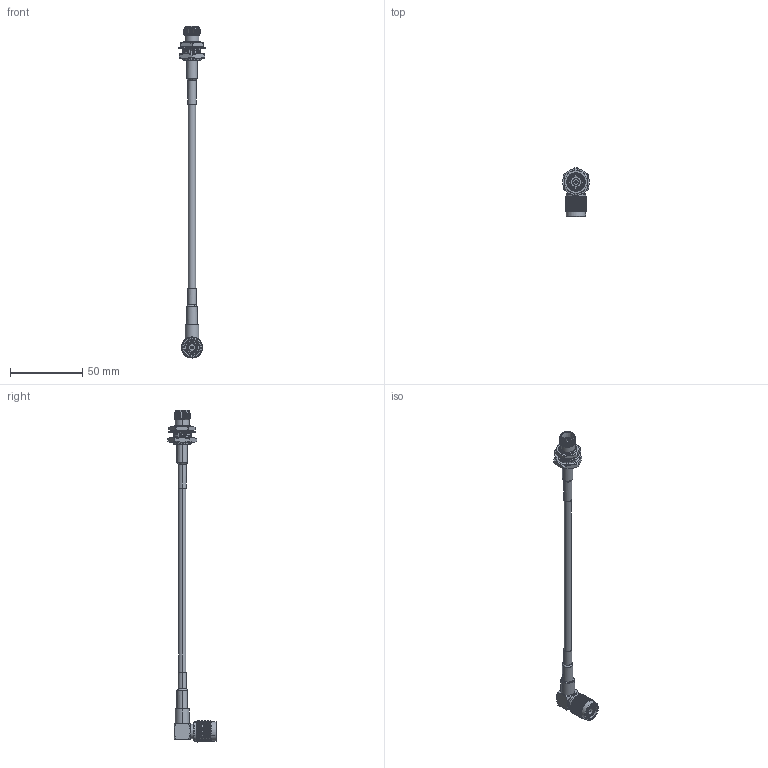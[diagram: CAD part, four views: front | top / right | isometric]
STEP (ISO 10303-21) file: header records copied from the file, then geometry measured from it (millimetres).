
FILE_DESCRIPTION (( 'STEP AP203' ), '1' );
FILE_NAME ('PE3C3658-HS.step', '2020-09-09T16:36:08', ( '' ), ( '' ), 'SwSTEP 2.0', 'SolidWorks 2018', '' );
FILE_SCHEMA (( 'CONFIG_CONTROL_DESIGN' ));
Length unit declared in the file: inch
Products named in the file (4): PE3C3658-HS; PE4451^PE3C3658-HS_Heat Shrink; LMR-195^PE3C3658-HS_LMR-195; PE4151^PE3C3658-HS_Heat Shrink
Assembly tree (3 placements, depth 2):
  PE3C3658-HS
    LMR-195^PE3C3658-HS_LMR-195
    PE4451^PE3C3658-HS_Heat Shrink
    PE4151^PE3C3658-HS_Heat Shrink
Bounding box: 18.34 x 33.7 x 229.26 mm (x, y, z)
Volume: 11156.8 mm3; surface area: 9144.9 mm2
Topology: 6 solids, 7 shells, 2930 faces, 6385 edges, 3486 vertices
Faces by surface type: bspline 2084, cylinder 647, plane 109, cone 84, torus 6
Entity records: 123449 total; most frequent: CARTESIAN_POINT 82885, ORIENTED_EDGE 12770, EDGE_CURVE 6385, VERTEX_POINT 3486, EDGE_LOOP 2953, ADVANCED_FACE 2930, FACE_OUTER_BOUND 2930, DIRECTION 2860
